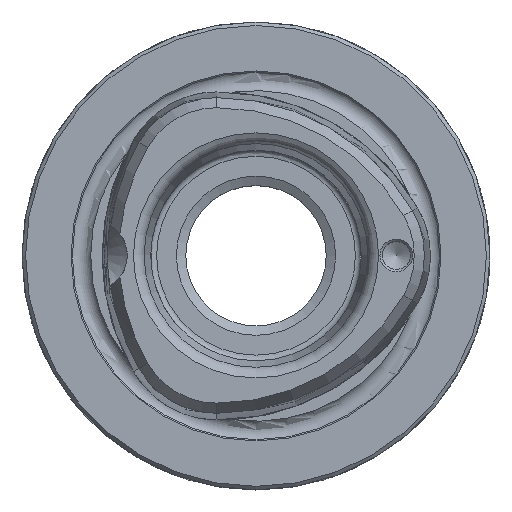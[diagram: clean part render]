
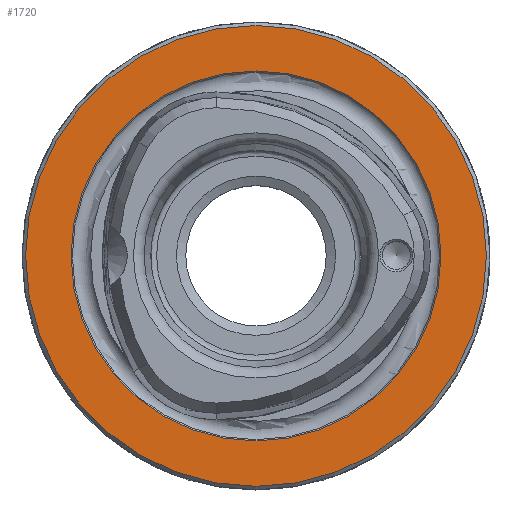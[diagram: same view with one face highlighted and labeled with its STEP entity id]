
A CAD part, top view. The second image highlights one B-rep face of the part: STEP entity #1720.
In plain terms, the highlighted planar face has unit normal (0, 0, 1).
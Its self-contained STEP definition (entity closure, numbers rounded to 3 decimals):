
#281=PLANE('',#1891);
#394=ORIENTED_EDGE('',*,*,#875,.T.);
#395=ORIENTED_EDGE('',*,*,#876,.F.);
#875=EDGE_CURVE('',#1117,#1117,#1252,.T.);
#876=EDGE_CURVE('',#1118,#1118,#1253,.T.);
#1117=VERTEX_POINT('',#2870);
#1118=VERTEX_POINT('',#2872);
#1252=CIRCLE('',#1892,19.7);
#1253=CIRCLE('',#1893,15.814);
#1363=EDGE_LOOP('',(#394));
#1364=EDGE_LOOP('',(#395));
#1540=FACE_BOUND('',#1363,.T.);
#1541=FACE_BOUND('',#1364,.T.);
#1720=ADVANCED_FACE('',(#1540,#1541),#281,.T.);
#1891=AXIS2_PLACEMENT_3D('',#2868,#2202,#2203);
#1892=AXIS2_PLACEMENT_3D('',#2869,#2204,#2205);
#1893=AXIS2_PLACEMENT_3D('',#2871,#2206,#2207);
#2202=DIRECTION('',(0.,0.,1.));
#2203=DIRECTION('',(1.,0.,0.));
#2204=DIRECTION('',(0.,0.,1.));
#2205=DIRECTION('',(1.,0.,0.));
#2206=DIRECTION('',(0.,0.,1.));
#2207=DIRECTION('',(1.,0.,0.));
#2868=CARTESIAN_POINT('',(15.5,0.,0.));
#2869=CARTESIAN_POINT('',(0.,0.,0.));
#2870=CARTESIAN_POINT('',(19.7,0.,0.));
#2871=CARTESIAN_POINT('',(0.,0.,0.));
#2872=CARTESIAN_POINT('',(15.814,0.,0.));
